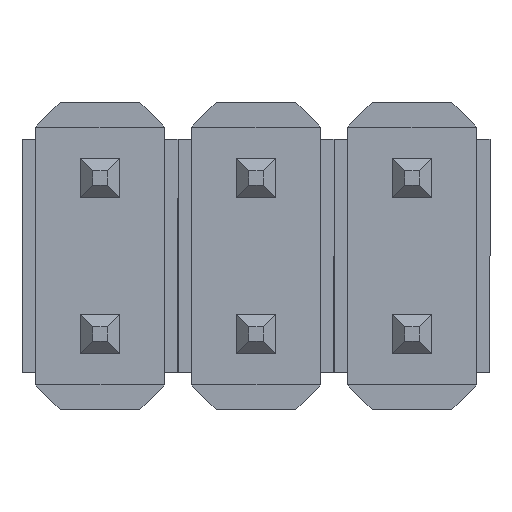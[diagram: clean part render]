
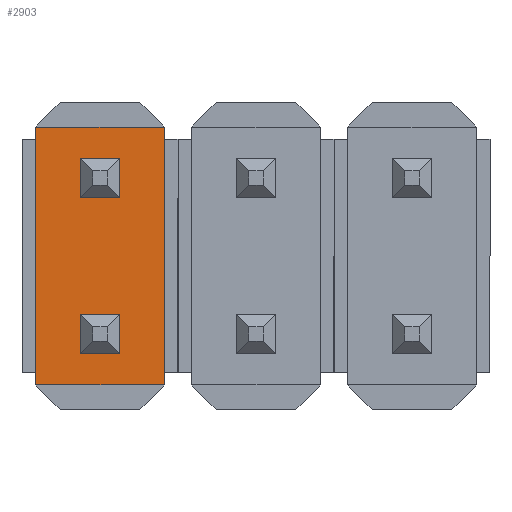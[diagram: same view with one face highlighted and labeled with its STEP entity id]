
A CAD part, front view. The second image highlights one B-rep face of the part: STEP entity #2903.
In plain terms, the highlighted planar face has unit normal (0, -1, 0).
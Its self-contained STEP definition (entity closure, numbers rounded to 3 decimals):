
#97 = EDGE_CURVE ( 'NONE', #6410, #6639, #419, .T. ) ;
#140 = VECTOR ( 'NONE', #470, 1000. ) ;
#165 = ORIENTED_EDGE ( 'NONE', *, *, #2061, .T. ) ;
#222 = CARTESIAN_POINT ( 'NONE',  ( 0.32, 0.54, -1.59 ) ) ;
#419 = LINE ( 'NONE', #7474, #1788 ) ;
#426 = CARTESIAN_POINT ( 'NONE',  ( 0.32, 0.54, 2.1 ) ) ;
#470 = DIRECTION ( 'NONE',  ( -1., 0., 0. ) ) ;
#489 = ORIENTED_EDGE ( 'NONE', *, *, #5987, .T. ) ;
#516 = VECTOR ( 'NONE', #5519, 1000. ) ;
#526 = ORIENTED_EDGE ( 'NONE', *, *, #7136, .T. ) ;
#660 = CARTESIAN_POINT ( 'NONE',  ( 0.32, 0.54, -0.95 ) ) ;
#709 = LINE ( 'NONE', #4418, #1802 ) ;
#733 = ORIENTED_EDGE ( 'NONE', *, *, #1069, .T. ) ;
#738 = VERTEX_POINT ( 'NONE', #3027 ) ;
#856 = CARTESIAN_POINT ( 'NONE',  ( -0.32, 0.54, 2.1 ) ) ;
#886 = CARTESIAN_POINT ( 'NONE',  ( 1.27, 0.54, 1.59 ) ) ;
#913 = DIRECTION ( 'NONE',  ( 0., 0., 1. ) ) ;
#943 = EDGE_CURVE ( 'NONE', #6143, #5658, #3050, .T. ) ;
#1007 = DIRECTION ( 'NONE',  ( -1., 0., 0. ) ) ;
#1069 = EDGE_CURVE ( 'NONE', #5874, #6410, #4486, .T. ) ;
#1136 = LINE ( 'NONE', #856, #3359 ) ;
#1245 = FACE_BOUND ( 'NONE', #4847, .T. ) ;
#1290 = CARTESIAN_POINT ( 'NONE',  ( -0.32, 0.54, -0.95 ) ) ;
#1298 = CARTESIAN_POINT ( 'NONE',  ( 1.27, 0.54, -2.1 ) ) ;
#1330 = VERTEX_POINT ( 'NONE', #3832 ) ;
#1424 = DIRECTION ( 'NONE',  ( 0., 0., 1. ) ) ;
#1511 = ORIENTED_EDGE ( 'NONE', *, *, #7083, .T. ) ;
#1694 = CARTESIAN_POINT ( 'NONE',  ( 1.05, 0.54, -2.1 ) ) ;
#1788 = VECTOR ( 'NONE', #1007, 1000. ) ;
#1790 = VECTOR ( 'NONE', #3639, 1000. ) ;
#1802 = VECTOR ( 'NONE', #5600, 1000. ) ;
#1948 = DIRECTION ( 'NONE',  ( -1., 0., 0. ) ) ;
#1963 = LINE ( 'NONE', #3043, #1790 ) ;
#2011 = ORIENTED_EDGE ( 'NONE', *, *, #2857, .T. ) ;
#2061 = EDGE_CURVE ( 'NONE', #6601, #738, #6094, .T. ) ;
#2110 = VECTOR ( 'NONE', #1948, 1000. ) ;
#2224 = DIRECTION ( 'NONE',  ( 0., 0., -1. ) ) ;
#2539 = CARTESIAN_POINT ( 'NONE',  ( -0.32, 0.54, 2.1 ) ) ;
#2575 = LINE ( 'NONE', #2940, #5809 ) ;
#2633 = EDGE_CURVE ( 'NONE', #6274, #5874, #709, .T. ) ;
#2840 = DIRECTION ( 'NONE',  ( 0., 0., -1. ) ) ;
#2857 = EDGE_CURVE ( 'NONE', #6247, #4563, #6831, .T. ) ;
#2903 = ADVANCED_FACE ( 'NONE', ( #1245, #5117, #3547 ), #5486, .F. ) ;
#2940 = CARTESIAN_POINT ( 'NONE',  ( 1.05, 0.54, -2.1 ) ) ;
#3013 = ORIENTED_EDGE ( 'NONE', *, *, #3907, .F. ) ;
#3027 = CARTESIAN_POINT ( 'NONE',  ( -0.32, 0.54, 0.95 ) ) ;
#3043 = CARTESIAN_POINT ( 'NONE',  ( -1.05, 0.54, 2.1 ) ) ;
#3050 = LINE ( 'NONE', #1298, #2110 ) ;
#3212 = VECTOR ( 'NONE', #2224, 1000. ) ;
#3309 = CARTESIAN_POINT ( 'NONE',  ( -1.05, 0.54, 2.1 ) ) ;
#3359 = VECTOR ( 'NONE', #5522, 1000. ) ;
#3547 = FACE_OUTER_BOUND ( 'NONE', #3825, .T. ) ;
#3606 = CARTESIAN_POINT ( 'NONE',  ( 1.05, 0.54, 2.1 ) ) ;
#3639 = DIRECTION ( 'NONE',  ( 0., 0., -1. ) ) ;
#3781 = CARTESIAN_POINT ( 'NONE',  ( 1.27, 0.54, 2.1 ) ) ;
#3825 = EDGE_LOOP ( 'NONE', ( #2011, #1511, #7620, #3013 ) ) ;
#3832 = CARTESIAN_POINT ( 'NONE',  ( -0.32, 0.54, 1.59 ) ) ;
#3907 = EDGE_CURVE ( 'NONE', #6247, #6143, #2575, .T. ) ;
#3911 = EDGE_LOOP ( 'NONE', ( #6040, #733, #6216, #5318 ) ) ;
#3973 = VERTEX_POINT ( 'NONE', #6891 ) ;
#3983 = LINE ( 'NONE', #886, #7460 ) ;
#4077 = ORIENTED_EDGE ( 'NONE', *, *, #5009, .T. ) ;
#4418 = CARTESIAN_POINT ( 'NONE',  ( 1.27, 0.54, -0.95 ) ) ;
#4421 = CARTESIAN_POINT ( 'NONE',  ( 0.32, 0.54, 0.95 ) ) ;
#4486 = LINE ( 'NONE', #6613, #516 ) ;
#4563 = VERTEX_POINT ( 'NONE', #3309 ) ;
#4840 = EDGE_CURVE ( 'NONE', #6639, #6274, #6907, .T. ) ;
#4847 = EDGE_LOOP ( 'NONE', ( #165, #526, #4077, #489 ) ) ;
#5009 = EDGE_CURVE ( 'NONE', #1330, #3973, #3983, .T. ) ;
#5117 = FACE_BOUND ( 'NONE', #3911, .T. ) ;
#5191 = CARTESIAN_POINT ( 'NONE',  ( -1.05, 0.54, -2.1 ) ) ;
#5318 = ORIENTED_EDGE ( 'NONE', *, *, #4840, .T. ) ;
#5353 = LINE ( 'NONE', #426, #3212 ) ;
#5387 = VECTOR ( 'NONE', #1424, 1000. ) ;
#5486 = PLANE ( 'NONE',  #7141 ) ;
#5519 = DIRECTION ( 'NONE',  ( 0., 0., -1. ) ) ;
#5522 = DIRECTION ( 'NONE',  ( 0., 0., 1. ) ) ;
#5533 = DIRECTION ( 'NONE',  ( -1., 0., 0. ) ) ;
#5599 = DIRECTION ( 'NONE',  ( 1., 0., 0. ) ) ;
#5600 = DIRECTION ( 'NONE',  ( 1., 0., 0. ) ) ;
#5658 = VERTEX_POINT ( 'NONE', #5191 ) ;
#5809 = VECTOR ( 'NONE', #2840, 1000. ) ;
#5874 = VERTEX_POINT ( 'NONE', #660 ) ;
#5987 = EDGE_CURVE ( 'NONE', #3973, #6601, #5353, .T. ) ;
#6035 = DIRECTION ( 'NONE',  ( 0., 1., 0. ) ) ;
#6040 = ORIENTED_EDGE ( 'NONE', *, *, #2633, .T. ) ;
#6094 = LINE ( 'NONE', #7531, #140 ) ;
#6143 = VERTEX_POINT ( 'NONE', #1694 ) ;
#6216 = ORIENTED_EDGE ( 'NONE', *, *, #97, .T. ) ;
#6247 = VERTEX_POINT ( 'NONE', #3606 ) ;
#6274 = VERTEX_POINT ( 'NONE', #1290 ) ;
#6410 = VERTEX_POINT ( 'NONE', #222 ) ;
#6601 = VERTEX_POINT ( 'NONE', #4421 ) ;
#6613 = CARTESIAN_POINT ( 'NONE',  ( 0.32, 0.54, 2.1 ) ) ;
#6639 = VERTEX_POINT ( 'NONE', #6933 ) ;
#6655 = CARTESIAN_POINT ( 'NONE',  ( 1.27, 0.54, 2.1 ) ) ;
#6831 = LINE ( 'NONE', #6655, #7122 ) ;
#6891 = CARTESIAN_POINT ( 'NONE',  ( 0.32, 0.54, 1.59 ) ) ;
#6907 = LINE ( 'NONE', #2539, #5387 ) ;
#6933 = CARTESIAN_POINT ( 'NONE',  ( -0.32, 0.54, -1.59 ) ) ;
#7083 = EDGE_CURVE ( 'NONE', #4563, #5658, #1963, .T. ) ;
#7122 = VECTOR ( 'NONE', #5533, 1000. ) ;
#7136 = EDGE_CURVE ( 'NONE', #738, #1330, #1136, .T. ) ;
#7141 = AXIS2_PLACEMENT_3D ( 'NONE', #3781, #6035, #913 ) ;
#7460 = VECTOR ( 'NONE', #5599, 1000. ) ;
#7474 = CARTESIAN_POINT ( 'NONE',  ( 1.27, 0.54, -1.59 ) ) ;
#7531 = CARTESIAN_POINT ( 'NONE',  ( 1.27, 0.54, 0.95 ) ) ;
#7620 = ORIENTED_EDGE ( 'NONE', *, *, #943, .F. ) ;
